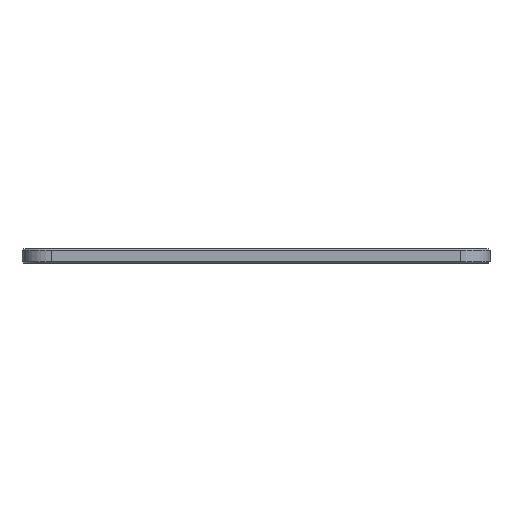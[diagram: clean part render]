
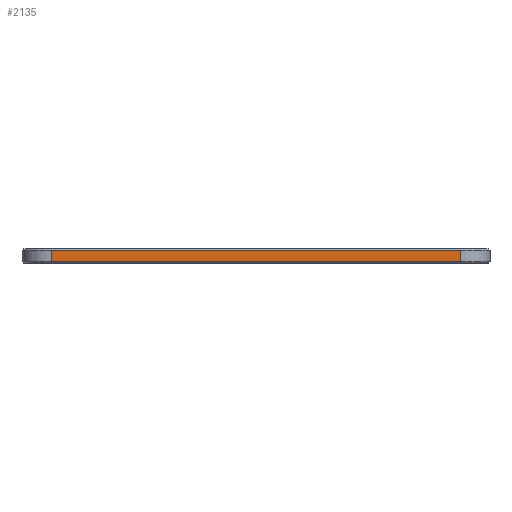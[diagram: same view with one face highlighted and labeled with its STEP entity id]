
A CAD part, left-side view. The second image highlights one B-rep face of the part: STEP entity #2135.
In plain terms, the highlighted planar face has unit normal (-1, 0, 0).
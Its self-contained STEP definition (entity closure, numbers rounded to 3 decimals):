
#101 = PLANE('',#102);
#102 = AXIS2_PLACEMENT_3D('',#103,#104,#105);
#103 = CARTESIAN_POINT('',(-6.1,87.5,0.15));
#104 = DIRECTION('',(0.707,0.,0.707));
#105 = DIRECTION('',(0.,-1.,0.));
#825 = VERTEX_POINT('',#826);
#826 = CARTESIAN_POINT('',(-6.25,87.5,0.3));
#841 = CYLINDRICAL_SURFACE('',#842,6.25);
#842 = AXIS2_PLACEMENT_3D('',#843,#844,#845);
#843 = CARTESIAN_POINT('',(0.,87.5,0.));
#844 = DIRECTION('',(-0.,-0.,-1.));
#845 = DIRECTION('',(1.,0.,0.));
#934 = EDGE_CURVE('',#825,#935,#937,.T.);
#935 = VERTEX_POINT('',#936);
#936 = CARTESIAN_POINT('',(-6.25,0.,0.3));
#937 = SURFACE_CURVE('',#938,(#942,#949),.PCURVE_S1.);
#938 = LINE('',#939,#940);
#939 = CARTESIAN_POINT('',(-6.25,87.5,0.3));
#940 = VECTOR('',#941,1.);
#941 = DIRECTION('',(-0.,-1.,-0.));
#942 = PCURVE('',#101,#943);
#943 = DEFINITIONAL_REPRESENTATION('',(#944),#948);
#944 = LINE('',#945,#946);
#945 = CARTESIAN_POINT('',(0.,-0.212));
#946 = VECTOR('',#947,1.);
#947 = DIRECTION('',(1.,0.));
#948 = ( GEOMETRIC_REPRESENTATION_CONTEXT(2) 
PARAMETRIC_REPRESENTATION_CONTEXT() REPRESENTATION_CONTEXT('2D SPACE',''
  ) );
#949 = PCURVE('',#950,#955);
#950 = PLANE('',#951);
#951 = AXIS2_PLACEMENT_3D('',#952,#953,#954);
#952 = CARTESIAN_POINT('',(-6.25,0.,0.));
#953 = DIRECTION('',(-1.,0.,0.));
#954 = DIRECTION('',(0.,1.,0.));
#955 = DEFINITIONAL_REPRESENTATION('',(#956),#960);
#956 = LINE('',#957,#958);
#957 = CARTESIAN_POINT('',(87.5,-0.3));
#958 = VECTOR('',#959,1.);
#959 = DIRECTION('',(-1.,0.));
#960 = ( GEOMETRIC_REPRESENTATION_CONTEXT(2) 
PARAMETRIC_REPRESENTATION_CONTEXT() REPRESENTATION_CONTEXT('2D SPACE',''
  ) );
#1057 = CYLINDRICAL_SURFACE('',#1058,6.25);
#1058 = AXIS2_PLACEMENT_3D('',#1059,#1060,#1061);
#1059 = CARTESIAN_POINT('',(0.,0.,0.));
#1060 = DIRECTION('',(-0.,-0.,-1.));
#1061 = DIRECTION('',(1.,0.,0.));
#2031 = VERTEX_POINT('',#2032);
#2032 = CARTESIAN_POINT('',(-6.25,87.5,2.825));
#2059 = EDGE_CURVE('',#825,#2031,#2060,.T.);
#2060 = SURFACE_CURVE('',#2061,(#2065,#2072),.PCURVE_S1.);
#2061 = LINE('',#2062,#2063);
#2062 = CARTESIAN_POINT('',(-6.25,87.5,0.));
#2063 = VECTOR('',#2064,1.);
#2064 = DIRECTION('',(0.,0.,1.));
#2065 = PCURVE('',#841,#2066);
#2066 = DEFINITIONAL_REPRESENTATION('',(#2067),#2071);
#2067 = LINE('',#2068,#2069);
#2068 = CARTESIAN_POINT('',(-3.142,0.));
#2069 = VECTOR('',#2070,1.);
#2070 = DIRECTION('',(-0.,-1.));
#2071 = ( GEOMETRIC_REPRESENTATION_CONTEXT(2) 
PARAMETRIC_REPRESENTATION_CONTEXT() REPRESENTATION_CONTEXT('2D SPACE',''
  ) );
#2072 = PCURVE('',#950,#2073);
#2073 = DEFINITIONAL_REPRESENTATION('',(#2074),#2078);
#2074 = LINE('',#2075,#2076);
#2075 = CARTESIAN_POINT('',(87.5,0.));
#2076 = VECTOR('',#2077,1.);
#2077 = DIRECTION('',(0.,-1.));
#2078 = ( GEOMETRIC_REPRESENTATION_CONTEXT(2) 
PARAMETRIC_REPRESENTATION_CONTEXT() REPRESENTATION_CONTEXT('2D SPACE',''
  ) );
#2135 = ADVANCED_FACE('',(#2136),#950,.T.);
#2136 = FACE_BOUND('',#2137,.T.);
#2137 = EDGE_LOOP('',(#2138,#2161,#2187,#2188));
#2138 = ORIENTED_EDGE('',*,*,#2139,.T.);
#2139 = EDGE_CURVE('',#935,#2140,#2142,.T.);
#2140 = VERTEX_POINT('',#2141);
#2141 = CARTESIAN_POINT('',(-6.25,0.,2.825));
#2142 = SURFACE_CURVE('',#2143,(#2147,#2154),.PCURVE_S1.);
#2143 = LINE('',#2144,#2145);
#2144 = CARTESIAN_POINT('',(-6.25,0.,0.));
#2145 = VECTOR('',#2146,1.);
#2146 = DIRECTION('',(0.,0.,1.));
#2147 = PCURVE('',#950,#2148);
#2148 = DEFINITIONAL_REPRESENTATION('',(#2149),#2153);
#2149 = LINE('',#2150,#2151);
#2150 = CARTESIAN_POINT('',(0.,0.));
#2151 = VECTOR('',#2152,1.);
#2152 = DIRECTION('',(0.,-1.));
#2153 = ( GEOMETRIC_REPRESENTATION_CONTEXT(2) 
PARAMETRIC_REPRESENTATION_CONTEXT() REPRESENTATION_CONTEXT('2D SPACE',''
  ) );
#2154 = PCURVE('',#1057,#2155);
#2155 = DEFINITIONAL_REPRESENTATION('',(#2156),#2160);
#2156 = LINE('',#2157,#2158);
#2157 = CARTESIAN_POINT('',(-3.142,0.));
#2158 = VECTOR('',#2159,1.);
#2159 = DIRECTION('',(-0.,-1.));
#2160 = ( GEOMETRIC_REPRESENTATION_CONTEXT(2) 
PARAMETRIC_REPRESENTATION_CONTEXT() REPRESENTATION_CONTEXT('2D SPACE',''
  ) );
#2161 = ORIENTED_EDGE('',*,*,#2162,.F.);
#2162 = EDGE_CURVE('',#2031,#2140,#2163,.T.);
#2163 = SURFACE_CURVE('',#2164,(#2168,#2175),.PCURVE_S1.);
#2164 = LINE('',#2165,#2166);
#2165 = CARTESIAN_POINT('',(-6.25,87.5,2.825));
#2166 = VECTOR('',#2167,1.);
#2167 = DIRECTION('',(-0.,-1.,-0.));
#2168 = PCURVE('',#950,#2169);
#2169 = DEFINITIONAL_REPRESENTATION('',(#2170),#2174);
#2170 = LINE('',#2171,#2172);
#2171 = CARTESIAN_POINT('',(87.5,-2.825));
#2172 = VECTOR('',#2173,1.);
#2173 = DIRECTION('',(-1.,0.));
#2174 = ( GEOMETRIC_REPRESENTATION_CONTEXT(2) 
PARAMETRIC_REPRESENTATION_CONTEXT() REPRESENTATION_CONTEXT('2D SPACE',''
  ) );
#2175 = PCURVE('',#2176,#2181);
#2176 = PLANE('',#2177);
#2177 = AXIS2_PLACEMENT_3D('',#2178,#2179,#2180);
#2178 = CARTESIAN_POINT('',(-6.1,87.5,2.975));
#2179 = DIRECTION('',(-0.707,0.,0.707
    ));
#2180 = DIRECTION('',(0.,-1.,0.));
#2181 = DEFINITIONAL_REPRESENTATION('',(#2182),#2186);
#2182 = LINE('',#2183,#2184);
#2183 = CARTESIAN_POINT('',(0.,-0.212));
#2184 = VECTOR('',#2185,1.);
#2185 = DIRECTION('',(1.,0.));
#2186 = ( GEOMETRIC_REPRESENTATION_CONTEXT(2) 
PARAMETRIC_REPRESENTATION_CONTEXT() REPRESENTATION_CONTEXT('2D SPACE',''
  ) );
#2187 = ORIENTED_EDGE('',*,*,#2059,.F.);
#2188 = ORIENTED_EDGE('',*,*,#934,.T.);
